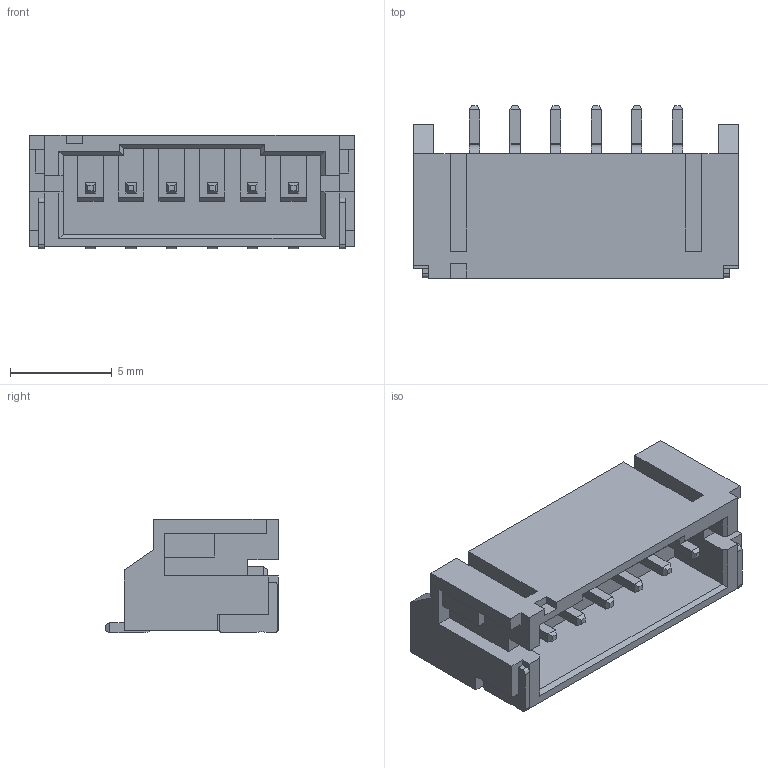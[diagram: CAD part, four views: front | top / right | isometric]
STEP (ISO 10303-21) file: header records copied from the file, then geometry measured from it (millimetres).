
FILE_DESCRIPTION (( 'STEP AP214' ), '1' );
FILE_NAME ('CONN-SMD_6P-P2.00_XUNPU_WAFER-200W-6A.step', '2022-07-29T14:22:27', ( '' ), ( '' ), 'SwSTEP 2.0', 'SolidWorks 2020', '' );
FILE_SCHEMA (( 'AUTOMOTIVE_DESIGN' ));
Length unit declared in the file: millimetre
Products named in the file (1): CONN-SMD_6P-P2.00_XUNPU_WAFER-200W-6A
Bounding box: 16 x 8.5 x 5.6 mm (x, y, z)
Volume: 332 mm3; surface area: 746.4 mm2
Topology: 14 solids, 14 shells, 634 faces, 1698 edges, 1112 vertices
Faces by surface type: plane 489, bspline 112, cylinder 33
Entity records: 27791 total; most frequent: CARTESIAN_POINT 5549, ORIENTED_EDGE 3396, DIRECTION 2586, EDGE_CURVE 1698, VECTOR 1400, LINE 1400, VERTEX_POINT 1112, EDGE_LOOP 666
